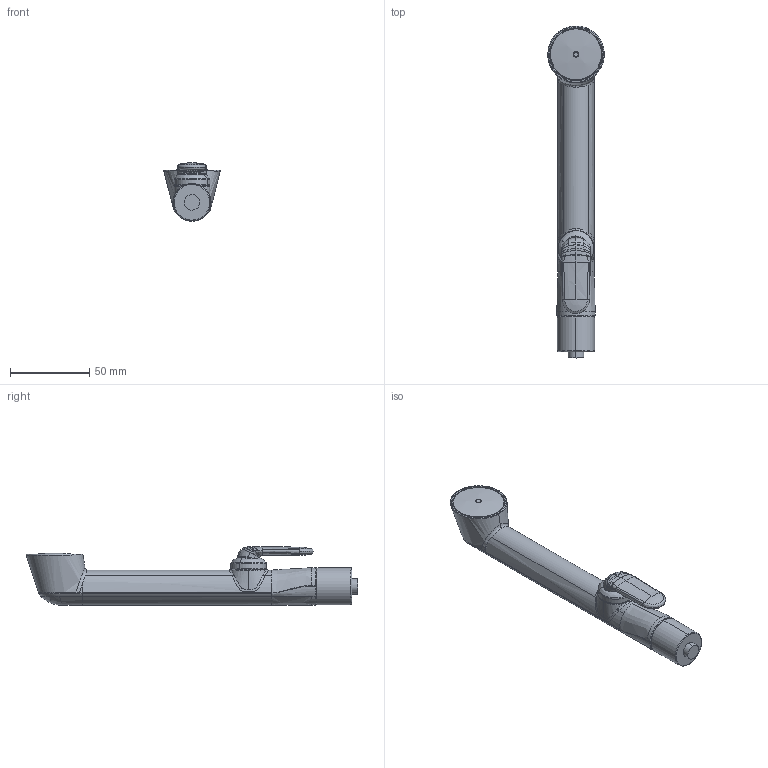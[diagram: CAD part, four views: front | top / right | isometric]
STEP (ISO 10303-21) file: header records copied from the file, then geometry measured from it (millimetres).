
FILE_DESCRIPTION (( 'STEP AP203' ), '1' );
FILE_NAME ('242069-11(2024)+59914458(2024).STEP', '2024-02-06T07:15:47', ( '' ), ( '' ), 'SwSTEP 2.0', 'SolidWorks 2016', '' );
FILE_SCHEMA (( 'CONFIG_CONTROL_DESIGN' ));
Length unit declared in the file: millimetre
Products named in the file (1): 242069-11(2024)+59914458(2024)
Bounding box: 35.52 x 208.98 x 36.81 mm (x, y, z)
Volume: 96683.4 mm3; surface area: 20341.5 mm2
Topology: 1 solids, 1 shells, 206 faces, 483 edges, 285 vertices
Faces by surface type: bspline 170, cylinder 14, plane 11, cone 7, torus 4
Entity records: 22869 total; most frequent: CARTESIAN_POINT 19489, ORIENTED_EDGE 962, EDGE_CURVE 481, DIRECTION 322, VERTEX_POINT 285, EDGE_LOOP 214, B_SPLINE_CURVE_WITH_KNOTS 211, FACE_OUTER_BOUND 206
